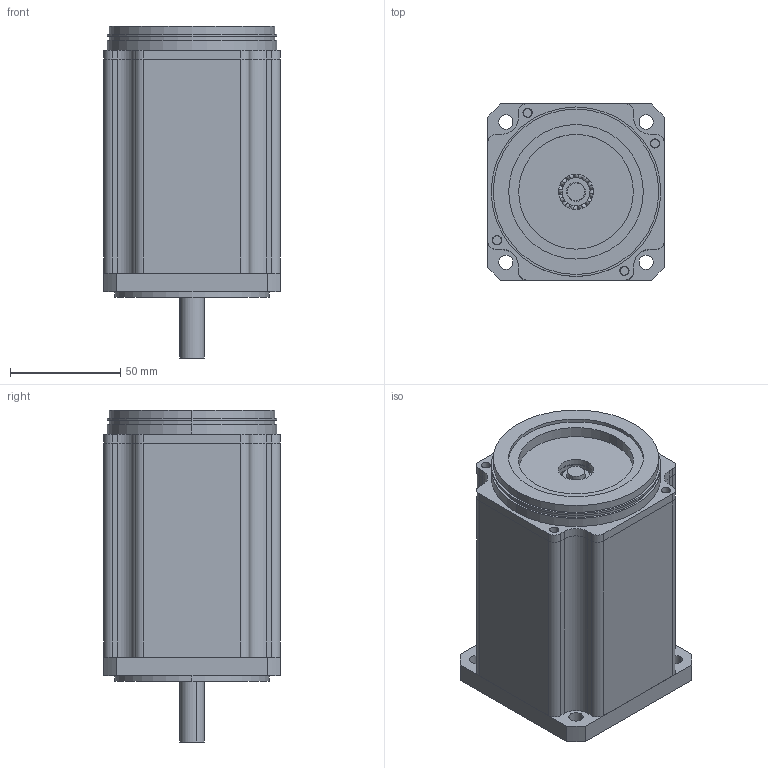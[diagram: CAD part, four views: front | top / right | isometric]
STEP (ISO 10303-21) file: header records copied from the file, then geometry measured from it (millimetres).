
FILE_DESCRIPTION (( 'STEP AP203' ), '1' );
FILE_NAME ('ES8005G-40S40K2-001 3D.STEP', '2024-07-02T07:52:23', ( 'User' ), ( 'Microsoft' ), 'SwSTEP 2.0', 'SolidWorks 2020', '' );
FILE_SCHEMA (( 'CONFIG_CONTROL_DESIGN' ));
Length unit declared in the file: millimetre
Products named in the file (9): ES8005G-40S40K2-001 3D; 价陬; 80SF.10.XX; 80SF.400W.47.04; deep groove ball bearings gb_Rolling bearings 608 GB 276-94; 价陬輸; 80SF.20.26; deep groove ball bearings gb_Rolling bearings 6002 GB 276-94; 80SF.400W.37.03
Assembly tree (8 placements, depth 2):
  ES8005G-40S40K2-001 3D
    80SF.20.26
    80SF.400W.37.03
    80SF.400W.47.04
    80SF.10.XX
    deep groove ball bearings gb_Rolling bearings 608 GB 276-94
    deep groove ball bearings gb_Rolling bearings 6002 GB 276-94
    价陬
    价陬輸
Bounding box: 80 x 80 x 150.5 mm (x, y, z)
Volume: 359191.8 mm3; surface area: 127872.1 mm2
Topology: 8 solids, 8 shells, 452 faces, 1510 edges, 1012 vertices
Faces by surface type: cylinder 186, torus 104, plane 102, sphere 56, cone 4
Entity records: 18397 total; most frequent: CARTESIAN_POINT 5241, ORIENTED_EDGE 2684, DIRECTION 2528, EDGE_CURVE 1342, AXIS2_PLACEMENT_3D 1115, VERTEX_POINT 900, CIRCLE 652, EDGE_LOOP 546
